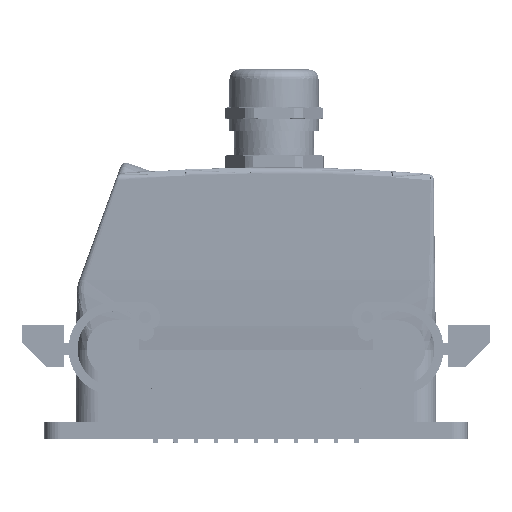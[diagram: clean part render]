
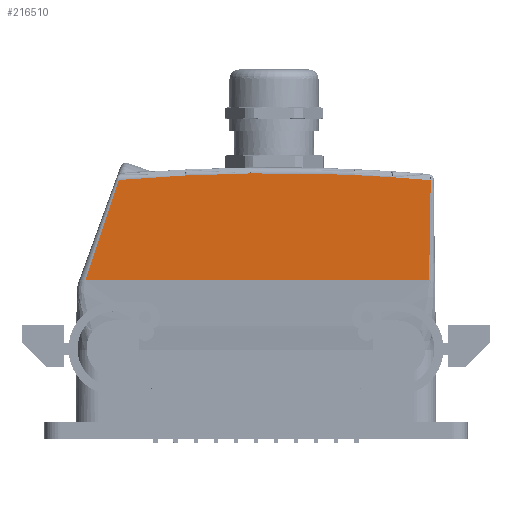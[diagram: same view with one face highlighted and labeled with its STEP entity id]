
A CAD part, left-side view. The second image highlights one B-rep face of the part: STEP entity #216510.
In plain terms, the highlighted planar face has unit normal (-1, 0, 0).
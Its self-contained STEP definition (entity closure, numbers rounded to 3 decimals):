
#216473=AXIS2_PLACEMENT_3D('Plane Axis2P3D',#216470,#216471,#216472) ;
#216493=AXIS2_PLACEMENT_3D('Circle Axis2P3D',#216491,#216492,$) ;
#216500=AXIS2_PLACEMENT_3D('Circle Axis2P3D',#216498,#216499,$) ;
#214864=CARTESIAN_POINT('Vertex',(6.75,20.304,54.088)) ;
#214915=CARTESIAN_POINT('Line Origine',(6.75,76.562,54.088)) ;
#214919=CARTESIAN_POINT('Vertex',(6.75,134.856,54.088)) ;
#216044=CARTESIAN_POINT('Vertex',(6.75,19.763,87.464)) ;
#216048=CARTESIAN_POINT('Control Point',(6.75,19.763,87.464)) ;
#216049=CARTESIAN_POINT('Control Point',(6.75,19.763,86.953)) ;
#216050=CARTESIAN_POINT('Control Point',(6.75,19.762,86.446)) ;
#216051=CARTESIAN_POINT('Control Point',(6.75,19.762,85.942)) ;
#216052=CARTESIAN_POINT('Control Point',(6.75,19.764,83.63)) ;
#216053=CARTESIAN_POINT('Control Point',(6.75,19.774,81.318)) ;
#216054=CARTESIAN_POINT('Control Point',(6.75,19.786,79.507)) ;
#216055=CARTESIAN_POINT('Control Point',(6.75,19.826,75.385)) ;
#216056=CARTESIAN_POINT('Control Point',(6.75,19.887,71.262)) ;
#216057=CARTESIAN_POINT('Control Point',(6.75,19.927,68.951)) ;
#216058=CARTESIAN_POINT('Control Point',(6.75,20.01,64.591)) ;
#216059=CARTESIAN_POINT('Control Point',(6.75,20.112,60.232)) ;
#216060=CARTESIAN_POINT('Control Point',(6.75,20.166,58.184)) ;
#216061=CARTESIAN_POINT('Control Point',(6.75,20.228,56.136)) ;
#216062=CARTESIAN_POINT('Control Point',(6.75,20.304,54.088)) ;
#216470=CARTESIAN_POINT('Axis2P3D Location',(6.75,-88.816,-23.5)) ;
#216476=CARTESIAN_POINT('Control Point',(6.75,123.699,87.511)) ;
#216477=CARTESIAN_POINT('Control Point',(6.75,123.933,86.847)) ;
#216478=CARTESIAN_POINT('Control Point',(6.75,124.166,86.184)) ;
#216479=CARTESIAN_POINT('Control Point',(6.75,124.391,85.542)) ;
#216480=CARTESIAN_POINT('Control Point',(6.75,124.728,84.576)) ;
#216481=CARTESIAN_POINT('Control Point',(6.75,125.065,83.608)) ;
#216482=CARTESIAN_POINT('Control Point',(6.75,125.22,83.16)) ;
#216483=CARTESIAN_POINT('Control Point',(6.75,127.29,77.191)) ;
#216484=CARTESIAN_POINT('Control Point',(6.75,129.308,71.204)) ;
#216485=CARTESIAN_POINT('Control Point',(6.75,131.177,65.504)) ;
#216486=CARTESIAN_POINT('Control Point',(6.75,133.065,59.811)) ;
#216487=CARTESIAN_POINT('Control Point',(6.75,134.856,54.088)) ;
#216488=CARTESIAN_POINT('Vertex',(6.75,123.699,87.511)) ;
#216491=CARTESIAN_POINT('Axis2P3D Location',(6.75,72.,-508.25)) ;
#216495=CARTESIAN_POINT('Vertex',(6.75,57.99,89.586)) ;
#216498=CARTESIAN_POINT('Axis2P3D Location',(6.75,72.,-508.25)) ;
#214916=DIRECTION('Vector Direction',(0.,-1.,0.)) ;
#216471=DIRECTION('Axis2P3D Direction',(-1.,0.,0.)) ;
#216472=DIRECTION('Axis2P3D XDirection',(0.,-0.317,0.949)) ;
#216492=DIRECTION('Axis2P3D Direction',(-1.,0.,0.)) ;
#216499=DIRECTION('Axis2P3D Direction',(-1.,0.,0.)) ;
#214917=VECTOR('Line Direction',#214916,1.) ;
#216504=ORIENTED_EDGE('',*,*,#216490,.F.) ;
#216505=ORIENTED_EDGE('',*,*,#214921,.T.) ;
#216506=ORIENTED_EDGE('',*,*,#216063,.T.) ;
#216507=ORIENTED_EDGE('',*,*,#216497,.F.) ;
#216508=ORIENTED_EDGE('',*,*,#216502,.F.) ;
#216510=ADVANCED_FACE('Hauptk\X2\00F6\X0\rper',(#216509),#216474,.T.) ;
#216047=B_SPLINE_CURVE_WITH_KNOTS('',5,(#216048,#216049,#216050,#216051,#216052,#216053,#216054,#216055,#216056,#216057,#216058,#216059,#216060,#216061,#216062),.UNSPECIFIED.,.F.,.U.,(6,3,3,3,6),(29.318,31.823,40.882,52.446,62.692),.UNSPECIFIED.) ;
#216475=B_SPLINE_CURVE_WITH_KNOTS('',5,(#216476,#216477,#216478,#216479,#216480,#216481,#216482,#216483,#216484,#216485,#216486,#216487),.UNSPECIFIED.,.F.,.U.,(6,3,3,6),(0.,4.97,7.239,49.617),.UNSPECIFIED.) ;
#216494=CIRCLE('generated circle',#216493,598.) ;
#216501=CIRCLE('generated circle',#216500,598.) ;
#214921=EDGE_CURVE('',#214920,#214865,#214918,.T.) ;
#216063=EDGE_CURVE('',#214865,#216045,#216047,.F.) ;
#216490=EDGE_CURVE('',#214920,#216489,#216475,.F.) ;
#216497=EDGE_CURVE('',#216496,#216045,#216494,.F.) ;
#216502=EDGE_CURVE('',#216489,#216496,#216501,.F.) ;
#216503=EDGE_LOOP('',(#216504,#216505,#216506,#216507,#216508)) ;
#216509=FACE_OUTER_BOUND('',#216503,.T.) ;
#214918=LINE('Line',#214915,#214917) ;
#216474=PLANE('',#216473) ;
#214865=VERTEX_POINT('',#214864) ;
#214920=VERTEX_POINT('',#214919) ;
#216045=VERTEX_POINT('',#216044) ;
#216489=VERTEX_POINT('',#216488) ;
#216496=VERTEX_POINT('',#216495) ;
